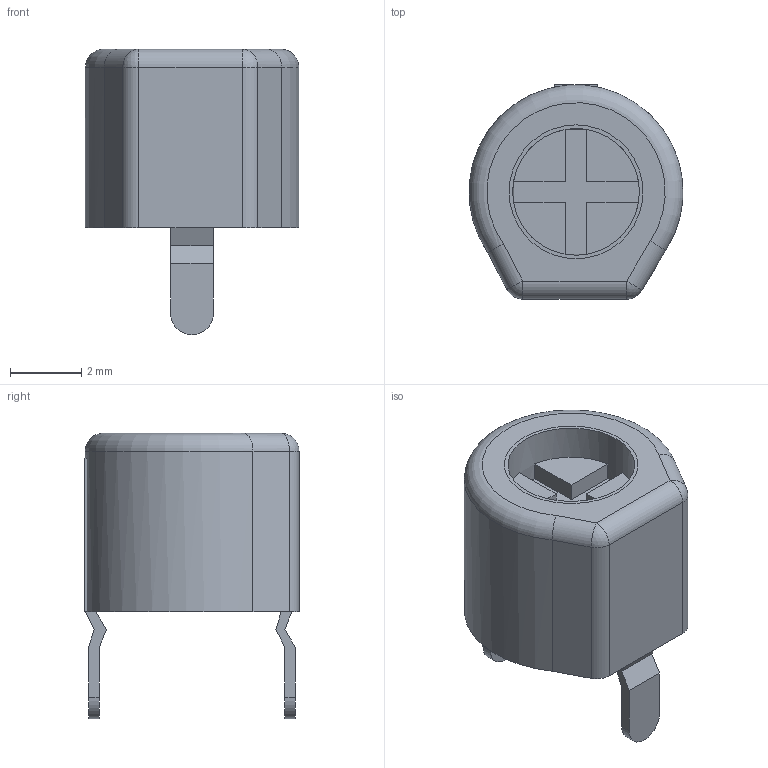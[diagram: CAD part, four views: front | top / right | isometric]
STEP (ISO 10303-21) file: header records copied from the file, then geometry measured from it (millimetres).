
FILE_DESCRIPTION(/* description */ (''),/* implementation_level */ '2;1');
FILE_NAME(/* name */ '30p.step',/* time_stamp */ '2024-12-11T13:27:33+01:00',/* author */ (''),/* organization */ (''),/* preprocessor_version */ 'ST-DEVELOPER v20',/* originating_system */ 'Autodesk Translation Framework v13.20.0.188',/* authorisation */ '');
FILE_SCHEMA (('AUTOMOTIVE_DESIGN { 1 0 10303 214 3 1 1 }'));
Length unit declared in the file: millimetre
Products named in the file (1): 30p
Bounding box: 5.99 x 6 x 8 mm (x, y, z)
Volume: 131 mm3; surface area: 316.8 mm2
Topology: 6 solids, 6 shells, 85 faces, 202 edges, 132 vertices
Faces by surface type: plane 70, cylinder 12, sphere 2, torus 1
Full cylindrical faces by diameter (mm): 3.554 x1, 3.754 x2
Entity records: 2485 total; most frequent: CARTESIAN_POINT 442, DIRECTION 405, ORIENTED_EDGE 404, EDGE_CURVE 202, LINE 167, VECTOR 167, VERTEX_POINT 132, AXIS2_PLACEMENT_3D 119
